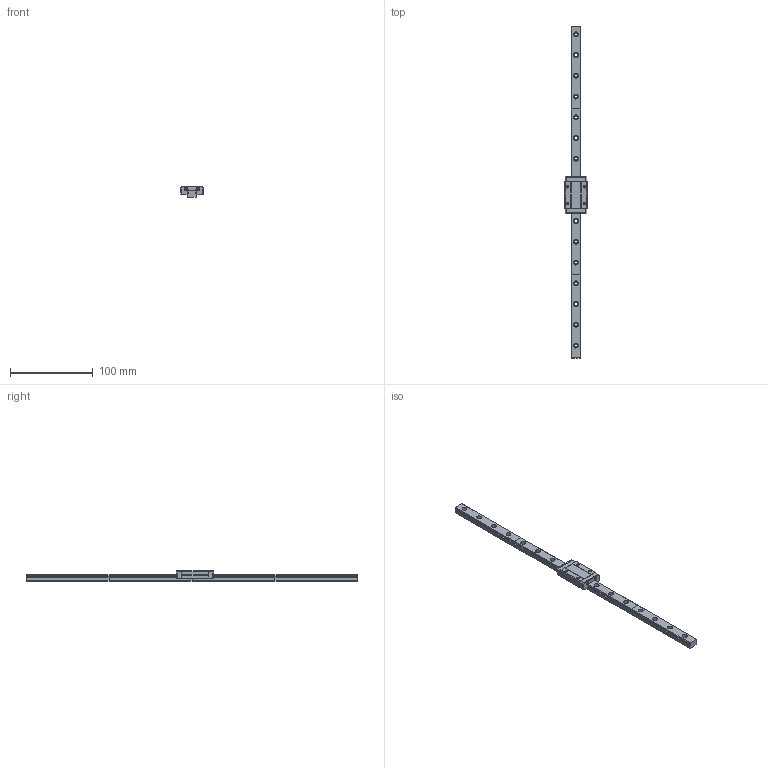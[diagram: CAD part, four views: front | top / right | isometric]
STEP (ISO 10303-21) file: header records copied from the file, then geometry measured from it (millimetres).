
FILE_DESCRIPTION(('FreeCAD Model'),'2;1');
FILE_NAME('Open CASCADE Shape Model','2022-12-21T13:59:36',(''),(''), 'Open CASCADE STEP processor 7.6','FreeCAD','Unknown');
FILE_SCHEMA(('AUTOMOTIVE_DESIGN { 1 0 10303 214 1 1 1 1 }'));
Length unit declared in the file: millimetre
Products named in the file (3): BC_803c_designA; MGN12H_carriage_010; MGN12H_rail_Array_003
Assembly tree (2 placements, depth 2):
  BC_803c_designA
    MGN12H_carriage_010
    MGN12H_rail_Array_003
Bounding box: 27 x 400 x 13 mm (x, y, z)
Volume: 43042.6 mm3; surface area: 25570 mm2
Topology: 13 solids, 13 shells, 566 faces, 1564 edges, 1028 vertices
Faces by surface type: plane 281, cylinder 245, cone 32, sphere 8
Entity records: 44461 total; most frequent: CARTESIAN_POINT 11021, DIRECTION 5978, LINE 3416, VECTOR 3416, ORIENTED_EDGE 3112, PCURVE 3112, DEFINITIONAL_REPRESENTATION 3112, EDGE_CURVE 1556
